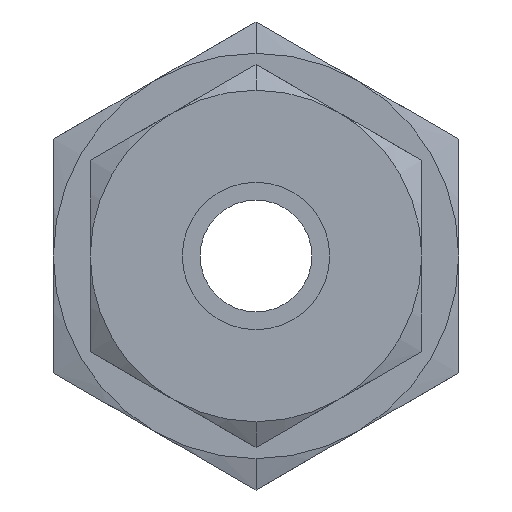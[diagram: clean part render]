
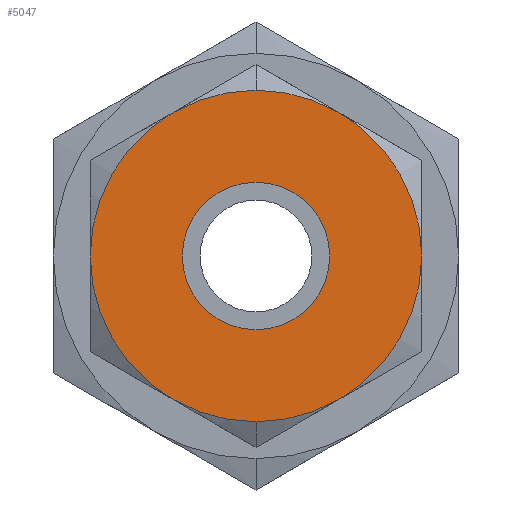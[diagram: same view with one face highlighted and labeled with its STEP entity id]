
A CAD part, left-side view. The second image highlights one B-rep face of the part: STEP entity #5047.
In plain terms, the highlighted planar face has unit normal (-1, 0, 0).
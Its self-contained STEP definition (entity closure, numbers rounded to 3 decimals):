
#133 = ORIENTED_EDGE ( 'NONE', *, *, #4307, .F. ) ;
#378 = DIRECTION ( 'NONE',  ( 0., 0., 1. ) ) ;
#569 = VERTEX_POINT ( 'NONE', #3857 ) ;
#624 = DIRECTION ( 'NONE',  ( 0., 0., -1. ) ) ;
#656 = DIRECTION ( 'NONE',  ( 0., 0., 1. ) ) ;
#1161 = CARTESIAN_POINT ( 'NONE',  ( 0., 0., 3.175 ) ) ;
#1395 = DIRECTION ( 'NONE',  ( 0., 0., 1. ) ) ;
#1463 = DIRECTION ( 'NONE',  ( 1., 0., 0. ) ) ;
#1835 = CIRCLE ( 'NONE', #6022, 3.175 ) ;
#1949 = CIRCLE ( 'NONE', #6240, 7.14 ) ;
#2194 = AXIS2_PLACEMENT_3D ( 'NONE', #3861, #2197, #624 ) ;
#2197 = DIRECTION ( 'NONE',  ( 1., 0., 0. ) ) ;
#2445 = EDGE_CURVE ( 'NONE', #5217, #7110, #3139, .T. ) ;
#2512 = ORIENTED_EDGE ( 'NONE', *, *, #6502, .T. ) ;
#2560 = CARTESIAN_POINT ( 'NONE',  ( 0., 0., 3.57 ) ) ;
#2667 = DIRECTION ( 'NONE',  ( -1., 0., 0. ) ) ;
#2704 = ORIENTED_EDGE ( 'NONE', *, *, #2445, .T. ) ;
#2844 = CARTESIAN_POINT ( 'NONE',  ( 0., 0., -3.175 ) ) ;
#3076 = FACE_BOUND ( 'NONE', #7317, .T. ) ;
#3139 = CIRCLE ( 'NONE', #2194, 3.175 ) ;
#3283 = AXIS2_PLACEMENT_3D ( 'NONE', #6338, #7013, #656 ) ;
#3604 = CARTESIAN_POINT ( 'NONE',  ( 0., 0., -7.14 ) ) ;
#3681 = CARTESIAN_POINT ( 'NONE',  ( 0., 0., 0. ) ) ;
#3857 = CARTESIAN_POINT ( 'NONE',  ( 0., 0., 7.14 ) ) ;
#3861 = CARTESIAN_POINT ( 'NONE',  ( 0., 0., 0. ) ) ;
#3995 = AXIS2_PLACEMENT_3D ( 'NONE', #2560, #2667, #378 ) ;
#4018 = VERTEX_POINT ( 'NONE', #3604 ) ;
#4093 = DIRECTION ( 'NONE',  ( 1., 0., 0. ) ) ;
#4206 = DIRECTION ( 'NONE',  ( 0., 0., -1. ) ) ;
#4307 = EDGE_CURVE ( 'NONE', #569, #4018, #6625, .T. ) ;
#4386 = EDGE_LOOP ( 'NONE', ( #133, #4968 ) ) ;
#4794 = PLANE ( 'NONE',  #3995 ) ;
#4829 = CARTESIAN_POINT ( 'NONE',  ( 0., 0., 0. ) ) ;
#4831 = FACE_OUTER_BOUND ( 'NONE', #4386, .T. ) ;
#4968 = ORIENTED_EDGE ( 'NONE', *, *, #5370, .F. ) ;
#5047 = ADVANCED_FACE ( 'NONE', ( #3076, #4831 ), #4794, .T. ) ;
#5217 = VERTEX_POINT ( 'NONE', #2844 ) ;
#5370 = EDGE_CURVE ( 'NONE', #4018, #569, #1949, .T. ) ;
#6022 = AXIS2_PLACEMENT_3D ( 'NONE', #4829, #1463, #1395 ) ;
#6240 = AXIS2_PLACEMENT_3D ( 'NONE', #3681, #4093, #4206 ) ;
#6338 = CARTESIAN_POINT ( 'NONE',  ( 0., 0., 0. ) ) ;
#6502 = EDGE_CURVE ( 'NONE', #7110, #5217, #1835, .T. ) ;
#6625 = CIRCLE ( 'NONE', #3283, 7.14 ) ;
#7013 = DIRECTION ( 'NONE',  ( 1., 0., 0. ) ) ;
#7110 = VERTEX_POINT ( 'NONE', #1161 ) ;
#7317 = EDGE_LOOP ( 'NONE', ( #2704, #2512 ) ) ;
